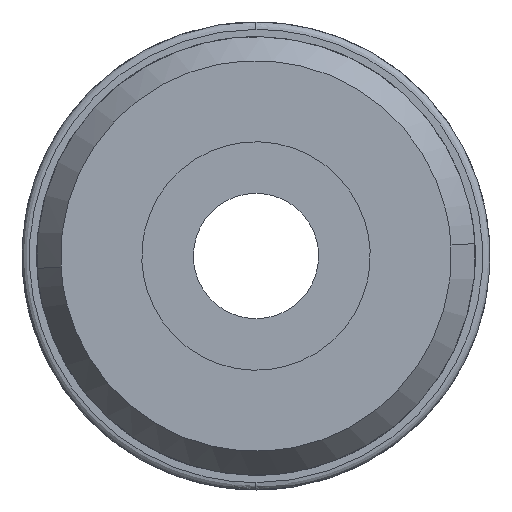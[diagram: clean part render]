
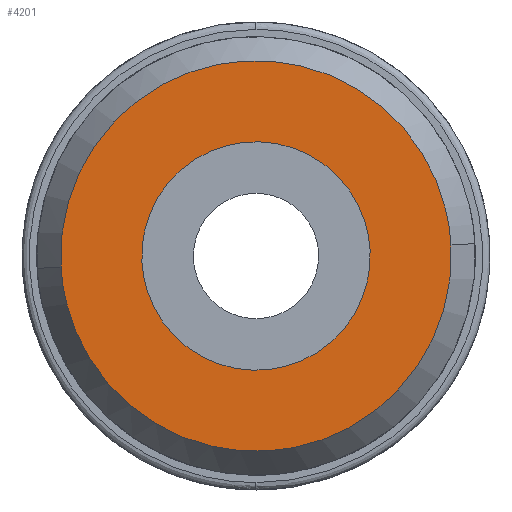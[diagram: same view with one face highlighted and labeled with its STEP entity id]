
A CAD part, front view. The second image highlights one B-rep face of the part: STEP entity #4201.
In plain terms, the highlighted free-form (B-spline) face has degree [1, 1] with [2, 2] control points.
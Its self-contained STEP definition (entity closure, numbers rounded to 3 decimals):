
#3246 = VERTEX_POINT('',#3247);
#3247 = CARTESIAN_POINT('',(21.085,13.397,
    100.427));
#3254 = VERTEX_POINT('',#3255);
#3255 = CARTESIAN_POINT('',(46.597,13.397,
    101.873));
#3260 = EDGE_CURVE('',#3254,#3246,#3261,.T.);
#3261 = ( BOUNDED_CURVE() B_SPLINE_CURVE(2,(#3262,#3263,#3264,#3265,
#3266),.UNSPECIFIED.,.F.,.F.) B_SPLINE_CURVE_WITH_KNOTS((3,2,3),(
    3.142,4.712,6.283),
.PIECEWISE_BEZIER_KNOTS.) CURVE() GEOMETRIC_REPRESENTATION_ITEM() 
RATIONAL_B_SPLINE_CURVE((1.,0.707,1.,0.707,1.)) 
REPRESENTATION_ITEM('') );
#3262 = CARTESIAN_POINT('',(46.597,13.397,
    101.873));
#3263 = CARTESIAN_POINT('',(47.321,13.397,
    89.117));
#3264 = CARTESIAN_POINT('',(34.564,13.397,
    88.394));
#3265 = CARTESIAN_POINT('',(21.808,13.397,
    87.67));
#3266 = CARTESIAN_POINT('',(21.085,13.397,
    100.427));
#3282 = EDGE_CURVE('',#3283,#3285,#3287,.T.);
#3283 = VERTEX_POINT('',#3284);
#3284 = CARTESIAN_POINT('',(12.032,13.397,
    99.913));
#3285 = VERTEX_POINT('',#3286);
#3286 = CARTESIAN_POINT('',(55.65,13.397,
    102.386));
#3287 = ( BOUNDED_CURVE() B_SPLINE_CURVE(2,(#3288,#3289,#3290,#3291,
#3292),.UNSPECIFIED.,.F.,.F.) B_SPLINE_CURVE_WITH_KNOTS((3,2,3),(0.,
1.571,3.142),.PIECEWISE_BEZIER_KNOTS.) CURVE() 
GEOMETRIC_REPRESENTATION_ITEM() RATIONAL_B_SPLINE_CURVE((1.,
0.707,1.,0.707,1.)) REPRESENTATION_ITEM('') );
#3288 = CARTESIAN_POINT('',(12.032,13.397,
    99.913));
#3289 = CARTESIAN_POINT('',(10.796,13.397,
    121.722));
#3290 = CARTESIAN_POINT('',(32.605,13.397,
    122.959));
#3291 = CARTESIAN_POINT('',(54.414,13.397,
    124.195));
#3292 = CARTESIAN_POINT('',(55.65,13.397,
    102.386));
#4181 = EDGE_CURVE('',#3285,#3283,#4182,.T.);
#4182 = ( BOUNDED_CURVE() B_SPLINE_CURVE(2,(#4183,#4184,#4185,#4186,
#4187),.UNSPECIFIED.,.F.,.F.) B_SPLINE_CURVE_WITH_KNOTS((3,2,3),(
    3.142,4.712,6.283),
.PIECEWISE_BEZIER_KNOTS.) CURVE() GEOMETRIC_REPRESENTATION_ITEM() 
RATIONAL_B_SPLINE_CURVE((1.,0.707,1.,0.707,1.)) 
REPRESENTATION_ITEM('') );
#4183 = CARTESIAN_POINT('',(55.65,13.397,
    102.386));
#4184 = CARTESIAN_POINT('',(56.887,13.397,
    80.577));
#4185 = CARTESIAN_POINT('',(35.078,13.397,
    79.341));
#4186 = CARTESIAN_POINT('',(13.269,13.397,
    78.104));
#4187 = CARTESIAN_POINT('',(12.032,13.397,
    99.913));
#4201 = ADVANCED_FACE('',(#4202,#4213),#4217,.T.);
#4202 = FACE_BOUND('',#4203,.T.);
#4203 = EDGE_LOOP('',(#4204,#4212));
#4204 = ORIENTED_EDGE('',*,*,#4205,.T.);
#4205 = EDGE_CURVE('',#3246,#3254,#4206,.T.);
#4206 = ( BOUNDED_CURVE() B_SPLINE_CURVE(2,(#4207,#4208,#4209,#4210,
#4211),.UNSPECIFIED.,.F.,.F.) B_SPLINE_CURVE_WITH_KNOTS((3,2,3),(0.,
1.571,3.142),.PIECEWISE_BEZIER_KNOTS.) CURVE() 
GEOMETRIC_REPRESENTATION_ITEM() RATIONAL_B_SPLINE_CURVE((1.,
0.707,1.,0.707,1.)) REPRESENTATION_ITEM('') );
#4207 = CARTESIAN_POINT('',(21.085,13.397,
    100.427));
#4208 = CARTESIAN_POINT('',(20.362,13.397,
    113.183));
#4209 = CARTESIAN_POINT('',(33.118,13.397,
    113.906));
#4210 = CARTESIAN_POINT('',(45.874,13.397,
    114.629));
#4211 = CARTESIAN_POINT('',(46.597,13.397,
    101.873));
#4212 = ORIENTED_EDGE('',*,*,#3260,.T.);
#4213 = FACE_BOUND('',#4214,.T.);
#4214 = EDGE_LOOP('',(#4215,#4216));
#4215 = ORIENTED_EDGE('',*,*,#3282,.F.);
#4216 = ORIENTED_EDGE('',*,*,#4181,.F.);
#4217 = B_SPLINE_SURFACE_WITH_KNOTS('',1,1,(
    (#4218,#4219)
    ,(#4220,#4221
    )),.UNSPECIFIED.,.F.,.F.,.F.,(2,2),(2,2),(-26.5,26.5),(0.,53.),
  .PIECEWISE_BEZIER_KNOTS.);
#4218 = CARTESIAN_POINT('',(13.269,13.397,
    78.104));
#4219 = CARTESIAN_POINT('',(10.796,13.397,
    121.722));
#4220 = CARTESIAN_POINT('',(56.887,13.397,
    80.577));
#4221 = CARTESIAN_POINT('',(54.414,13.397,
    124.195));
